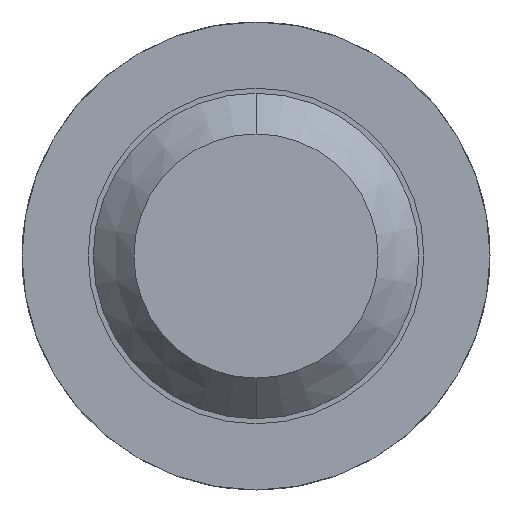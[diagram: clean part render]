
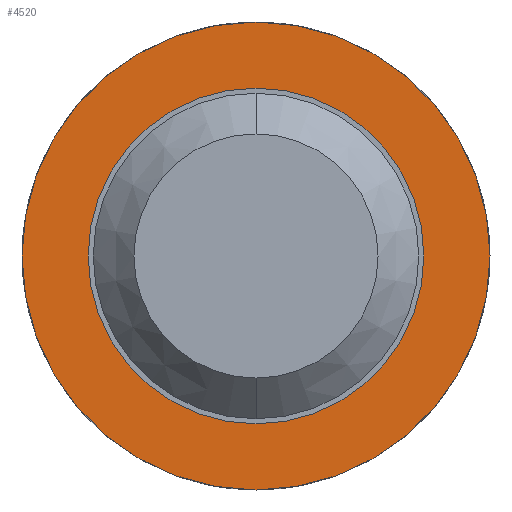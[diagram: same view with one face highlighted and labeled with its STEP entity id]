
A CAD part, front view. The second image highlights one B-rep face of the part: STEP entity #4520.
In plain terms, the highlighted planar face has unit normal (0, -1, 0).
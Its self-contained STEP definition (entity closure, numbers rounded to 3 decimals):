
#77 = CIRCLE ( 'NONE', #2590, 1.15 ) ;
#476 = VERTEX_POINT ( 'NONE', #2155 ) ;
#486 = CARTESIAN_POINT ( 'NONE',  ( 0., -1.5, -1.15 ) ) ;
#594 = CARTESIAN_POINT ( 'NONE',  ( 0., -1.5, 0. ) ) ;
#676 = EDGE_CURVE ( 'Defeature ausgef�hrt4_48+Defeature ausgef�hrt4_47+Defeature ausgef�hrt4_47+Defeature ausgef�hrt4_47', #476, #4511, #1895, .T. ) ;
#776 = EDGE_CURVE ( 'Defeature ausgef�hrt4_44+Defeature ausgef�hrt4_48+Defeature ausgef�hrt4_48+Defeature ausgef�hrt4_48', #4270, #4538, #77, .T. ) ;
#825 = CARTESIAN_POINT ( 'NONE',  ( 0., -1.5, 0. ) ) ;
#848 = FACE_OUTER_BOUND ( 'NONE', #3099, .T. ) ;
#857 = DIRECTION ( 'NONE',  ( 0., 0., 1. ) ) ;
#870 = CIRCLE ( 'NONE', #1251, 1.15 ) ;
#1003 = DIRECTION ( 'NONE',  ( 0., 1., 0. ) ) ;
#1104 = ORIENTED_EDGE ( 'NONE', *, *, #676, .T. ) ;
#1242 = AXIS2_PLACEMENT_3D ( 'NONE', #825, #3021, #857 ) ;
#1251 = AXIS2_PLACEMENT_3D ( 'NONE', #594, #1003, #3126 ) ;
#1323 = AXIS2_PLACEMENT_3D ( 'NONE', #2604, #2238, #1927 ) ;
#1516 = CARTESIAN_POINT ( 'NONE',  ( 0., -1.5, -0.825 ) ) ;
#1895 = CIRCLE ( 'NONE', #1242, 0.825 ) ;
#1927 = DIRECTION ( 'NONE',  ( 0., 0., 1. ) ) ;
#2028 = CARTESIAN_POINT ( 'NONE',  ( 0., -1.5, 0. ) ) ;
#2036 = FACE_BOUND ( 'NONE', #3446, .T. ) ;
#2155 = CARTESIAN_POINT ( 'NONE',  ( 0., -1.5, 0.825 ) ) ;
#2238 = DIRECTION ( 'NONE',  ( 0., 1., 0. ) ) ;
#2285 = EDGE_CURVE ( 'Defeature ausgef�hrt4_44+Defeature ausgef�hrt4_48+Defeature ausgef�hrt4_48+Defeature ausgef�hrt4_48', #4538, #4270, #870, .T. ) ;
#2485 = ORIENTED_EDGE ( 'NONE', *, *, #776, .F. ) ;
#2532 = DIRECTION ( 'NONE',  ( 0., 0., 1. ) ) ;
#2589 = PLANE ( 'NONE',  #1323 ) ;
#2590 = AXIS2_PLACEMENT_3D ( 'NONE', #2028, #3108, #2779 ) ;
#2604 = CARTESIAN_POINT ( 'NONE',  ( 0.825, -1.5, 0. ) ) ;
#2779 = DIRECTION ( 'NONE',  ( 0., 0., 1. ) ) ;
#2803 = EDGE_CURVE ( 'Defeature ausgef�hrt4_48+Defeature ausgef�hrt4_47+Defeature ausgef�hrt4_47+Defeature ausgef�hrt4_47', #4511, #476, #3132, .T. ) ;
#2877 = AXIS2_PLACEMENT_3D ( 'NONE', #4437, #4072, #2532 ) ;
#3021 = DIRECTION ( 'NONE',  ( 0., 1., 0. ) ) ;
#3099 = EDGE_LOOP ( 'NONE', ( #2485, #3986 ) ) ;
#3108 = DIRECTION ( 'NONE',  ( 0., 1., 0. ) ) ;
#3126 = DIRECTION ( 'NONE',  ( 0., 0., 1. ) ) ;
#3132 = CIRCLE ( 'NONE', #2877, 0.825 ) ;
#3248 = ORIENTED_EDGE ( 'NONE', *, *, #2803, .T. ) ;
#3446 = EDGE_LOOP ( 'NONE', ( #1104, #3248 ) ) ;
#3986 = ORIENTED_EDGE ( 'NONE', *, *, #2285, .F. ) ;
#4072 = DIRECTION ( 'NONE',  ( 0., 1., 0. ) ) ;
#4270 = VERTEX_POINT ( 'NONE', #4295 ) ;
#4295 = CARTESIAN_POINT ( 'NONE',  ( 0., -1.5, 1.15 ) ) ;
#4437 = CARTESIAN_POINT ( 'NONE',  ( 0., -1.5, 0. ) ) ;
#4511 = VERTEX_POINT ( 'NONE', #1516 ) ;
#4520 = ADVANCED_FACE ( 'Defeature ausgef�hrt4_48', ( #848, #2036 ), #2589, .F. ) ;
#4538 = VERTEX_POINT ( 'NONE', #486 ) ;
